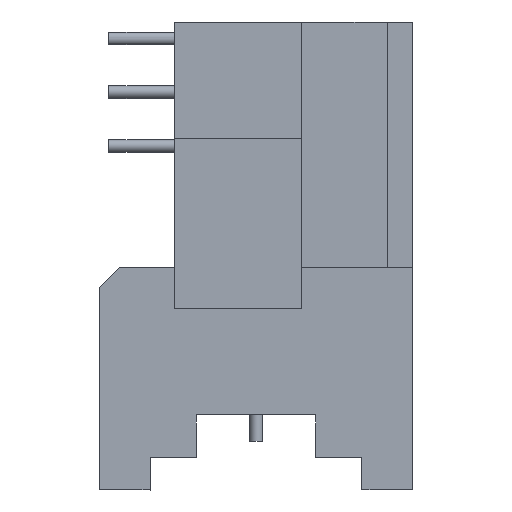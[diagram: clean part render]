
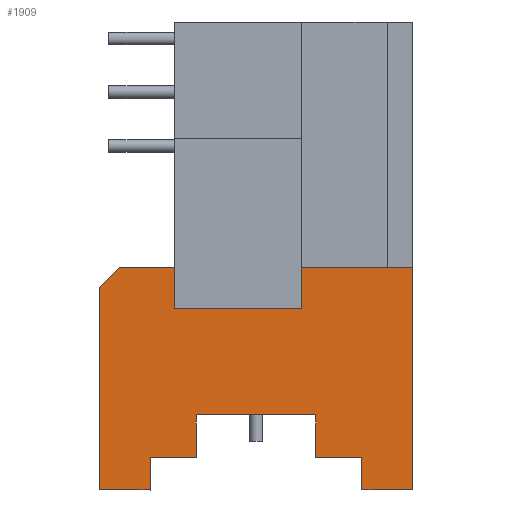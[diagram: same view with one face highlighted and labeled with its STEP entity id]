
A CAD part, front view. The second image highlights one B-rep face of the part: STEP entity #1909.
In plain terms, the highlighted planar face has unit normal (0, -1, 0).
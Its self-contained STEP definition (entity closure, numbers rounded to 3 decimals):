
#1048=LINE('',#6044,#1345);
#1060=LINE('',#6069,#1357);
#1062=LINE('',#6073,#1359);
#1066=LINE('',#6081,#1363);
#1077=LINE('',#6104,#1374);
#1080=LINE('',#6110,#1377);
#1081=LINE('',#6112,#1378);
#1082=LINE('',#6113,#1379);
#1083=LINE('',#6114,#1380);
#1084=LINE('',#6116,#1381);
#1085=LINE('',#6118,#1382);
#1086=LINE('',#6120,#1383);
#1087=LINE('',#6122,#1384);
#1088=LINE('',#6124,#1385);
#1089=LINE('',#6126,#1386);
#1090=LINE('',#6128,#1387);
#1091=LINE('',#6130,#1388);
#1345=VECTOR('',#5156,1.);
#1357=VECTOR('',#5172,1.);
#1359=VECTOR('',#5176,1.);
#1363=VECTOR('',#5182,1.);
#1374=VECTOR('',#5201,1.);
#1377=VECTOR('',#5206,1.);
#1378=VECTOR('',#5207,1.);
#1379=VECTOR('',#5208,1.);
#1380=VECTOR('',#5209,1.);
#1381=VECTOR('',#5210,1.);
#1382=VECTOR('',#5211,1.);
#1383=VECTOR('',#5212,1.);
#1384=VECTOR('',#5213,1.);
#1385=VECTOR('',#5214,1.);
#1386=VECTOR('',#5215,1.);
#1387=VECTOR('',#5216,1.);
#1388=VECTOR('',#5217,1.);
#1909=ADVANCED_FACE('',(#2207),#2066,.T.);
#2066=PLANE('',#4464);
#2207=FACE_OUTER_BOUND('',#2467,.T.);
#2467=EDGE_LOOP('',(#2978,#2979,#2980,#2981,#2982,#2983,#2984,#2985,#2986,
#2987,#2988,#2989,#2990,#2991,#2992,#2993,#2994));
#2978=ORIENTED_EDGE('',*,*,#3966,.T.);
#2979=ORIENTED_EDGE('',*,*,#3963,.T.);
#2980=ORIENTED_EDGE('',*,*,#3967,.T.);
#2981=ORIENTED_EDGE('',*,*,#3952,.F.);
#2982=ORIENTED_EDGE('',*,*,#3948,.T.);
#2983=ORIENTED_EDGE('',*,*,#3946,.T.);
#2984=ORIENTED_EDGE('',*,*,#3968,.T.);
#2985=ORIENTED_EDGE('',*,*,#3934,.T.);
#2986=ORIENTED_EDGE('',*,*,#3969,.F.);
#2987=ORIENTED_EDGE('',*,*,#3970,.T.);
#2988=ORIENTED_EDGE('',*,*,#3971,.T.);
#2989=ORIENTED_EDGE('',*,*,#3972,.T.);
#2990=ORIENTED_EDGE('',*,*,#3973,.F.);
#2991=ORIENTED_EDGE('',*,*,#3974,.T.);
#2992=ORIENTED_EDGE('',*,*,#3975,.T.);
#2993=ORIENTED_EDGE('',*,*,#3976,.T.);
#2994=ORIENTED_EDGE('',*,*,#3977,.F.);
#3592=VERTEX_POINT('',#6043);
#3593=VERTEX_POINT('',#6045);
#3598=VERTEX_POINT('',#6058);
#3603=VERTEX_POINT('',#6068);
#3605=VERTEX_POINT('',#6074);
#3606=VERTEX_POINT('',#6078);
#3616=VERTEX_POINT('',#6105);
#3617=VERTEX_POINT('',#6106);
#3618=VERTEX_POINT('',#6111);
#3619=VERTEX_POINT('',#6115);
#3620=VERTEX_POINT('',#6117);
#3621=VERTEX_POINT('',#6119);
#3622=VERTEX_POINT('',#6121);
#3623=VERTEX_POINT('',#6123);
#3624=VERTEX_POINT('',#6125);
#3625=VERTEX_POINT('',#6127);
#3626=VERTEX_POINT('',#6129);
#3934=EDGE_CURVE('',#3593,#3592,#1048,.T.);
#3946=EDGE_CURVE('',#3598,#3603,#1060,.T.);
#3948=EDGE_CURVE('',#3605,#3598,#1062,.T.);
#3952=EDGE_CURVE('',#3605,#3606,#1066,.T.);
#3963=EDGE_CURVE('',#3616,#3617,#1077,.T.);
#3966=EDGE_CURVE('',#3618,#3616,#1080,.T.);
#3967=EDGE_CURVE('',#3617,#3606,#1081,.T.);
#3968=EDGE_CURVE('',#3603,#3593,#1082,.T.);
#3969=EDGE_CURVE('',#3619,#3592,#1083,.T.);
#3970=EDGE_CURVE('',#3619,#3620,#1084,.T.);
#3971=EDGE_CURVE('',#3620,#3621,#1085,.T.);
#3972=EDGE_CURVE('',#3621,#3622,#1086,.T.);
#3973=EDGE_CURVE('',#3623,#3622,#1087,.T.);
#3974=EDGE_CURVE('',#3623,#3624,#1088,.T.);
#3975=EDGE_CURVE('',#3624,#3625,#1089,.T.);
#3976=EDGE_CURVE('',#3625,#3626,#1090,.T.);
#3977=EDGE_CURVE('',#3618,#3626,#1091,.T.);
#4464=AXIS2_PLACEMENT_3D('',#6131,#5218,#5219);
#5156=DIRECTION('',(0.,0.,1.));
#5172=DIRECTION('',(0.,0.,-1.));
#5176=DIRECTION('',(-0.707,0.,-0.707));
#5182=DIRECTION('',(1.,0.,0.));
#5201=DIRECTION('',(-1.,0.,0.));
#5206=DIRECTION('',(0.,0.,-1.));
#5207=DIRECTION('',(0.,0.,1.));
#5208=DIRECTION('',(1.,0.,0.));
#5209=DIRECTION('',(-1.,0.,0.));
#5210=DIRECTION('',(0.,0.,1.));
#5211=DIRECTION('',(1.,0.,0.));
#5212=DIRECTION('',(0.,0.,-1.));
#5213=DIRECTION('',(-1.,0.,0.));
#5214=DIRECTION('',(0.,0.,-1.));
#5215=DIRECTION('',(1.,0.,0.));
#5216=DIRECTION('',(0.,0.,1.));
#5217=DIRECTION('',(1.,0.,0.));
#5218=DIRECTION('',(0.,-1.,0.));
#5219=DIRECTION('',(0.,0.,-1.));
#6043=CARTESIAN_POINT('',(-5.,-43.75,1.52));
#6044=CARTESIAN_POINT('',(-5.,-43.75,0.));
#6045=CARTESIAN_POINT('',(-5.,-43.75,0.));
#6058=CARTESIAN_POINT('',(-7.4,-43.75,9.57));
#6068=CARTESIAN_POINT('',(-7.4,-43.75,0.));
#6069=CARTESIAN_POINT('',(-7.4,-43.75,9.57));
#6073=CARTESIAN_POINT('',(-6.45,-43.75,10.52));
#6074=CARTESIAN_POINT('',(-6.45,-43.75,10.52));
#6078=CARTESIAN_POINT('',(-3.85,-43.75,10.52));
#6081=CARTESIAN_POINT('',(-6.45,-43.75,10.52));
#6104=CARTESIAN_POINT('',(2.15,-43.75,8.55));
#6105=CARTESIAN_POINT('',(2.15,-43.75,8.55));
#6106=CARTESIAN_POINT('',(-3.85,-43.75,8.55));
#6110=CARTESIAN_POINT('',(2.15,-43.75,10.52));
#6111=CARTESIAN_POINT('',(2.15,-43.75,10.52));
#6112=CARTESIAN_POINT('',(-3.85,-43.75,8.55));
#6113=CARTESIAN_POINT('',(-7.4,-43.75,0.));
#6114=CARTESIAN_POINT('',(-2.825,-43.75,1.52));
#6115=CARTESIAN_POINT('',(-2.825,-43.75,1.52));
#6116=CARTESIAN_POINT('',(-2.825,-43.75,1.52));
#6117=CARTESIAN_POINT('',(-2.825,-43.75,3.55));
#6118=CARTESIAN_POINT('',(-2.825,-43.75,3.55));
#6119=CARTESIAN_POINT('',(2.825,-43.75,3.55));
#6120=CARTESIAN_POINT('',(2.825,-43.75,3.55));
#6121=CARTESIAN_POINT('',(2.825,-43.75,1.52));
#6122=CARTESIAN_POINT('',(5.,-43.75,1.52));
#6123=CARTESIAN_POINT('',(5.,-43.75,1.52));
#6124=CARTESIAN_POINT('',(5.,-43.75,1.52));
#6125=CARTESIAN_POINT('',(5.,-43.75,0.));
#6126=CARTESIAN_POINT('',(5.,-43.75,0.));
#6127=CARTESIAN_POINT('',(7.4,-43.75,0.));
#6128=CARTESIAN_POINT('',(7.4,-43.75,0.));
#6129=CARTESIAN_POINT('',(7.4,-43.75,10.52));
#6130=CARTESIAN_POINT('',(2.15,-43.75,10.52));
#6131=CARTESIAN_POINT('',(-7.4,-43.75,10.52));
